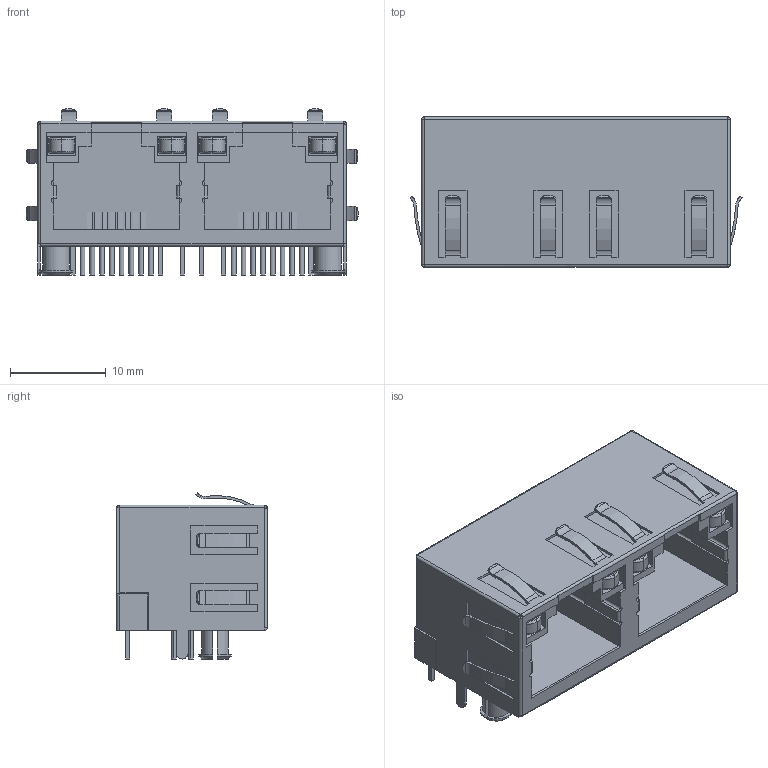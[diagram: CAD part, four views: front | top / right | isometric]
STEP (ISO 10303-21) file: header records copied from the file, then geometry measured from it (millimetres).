
FILE_DESCRIPTION (( 'STEP AP214' ), '1' );
FILE_NAME ('RJ45-TH_CKMTW_R-RJ45R08P-C205.step', '2022-07-09T14:34:44', ( '' ), ( '' ), 'SwSTEP 2.0', 'SolidWorks 2020', '' );
FILE_SCHEMA (( 'AUTOMOTIVE_DESIGN' ));
Length unit declared in the file: millimetre
Products named in the file (1): RJ45-TH_CKMTW_R-RJ45R08P-C205
Bounding box: 34.72 x 15.75 x 17.36 mm (x, y, z)
Volume: 3890.7 mm3; surface area: 6634.6 mm2
Topology: 2 solids, 2 shells, 877 faces, 2335 edges, 1518 vertices
Faces by surface type: plane 575, cylinder 162, bspline 120, torus 16, cone 4
Entity records: 38129 total; most frequent: CARTESIAN_POINT 7163, ORIENTED_EDGE 4670, DIRECTION 3899, EDGE_CURVE 2335, VECTOR 1703, LINE 1703, VERTEX_POINT 1518, AXIS2_PLACEMENT_3D 1098
